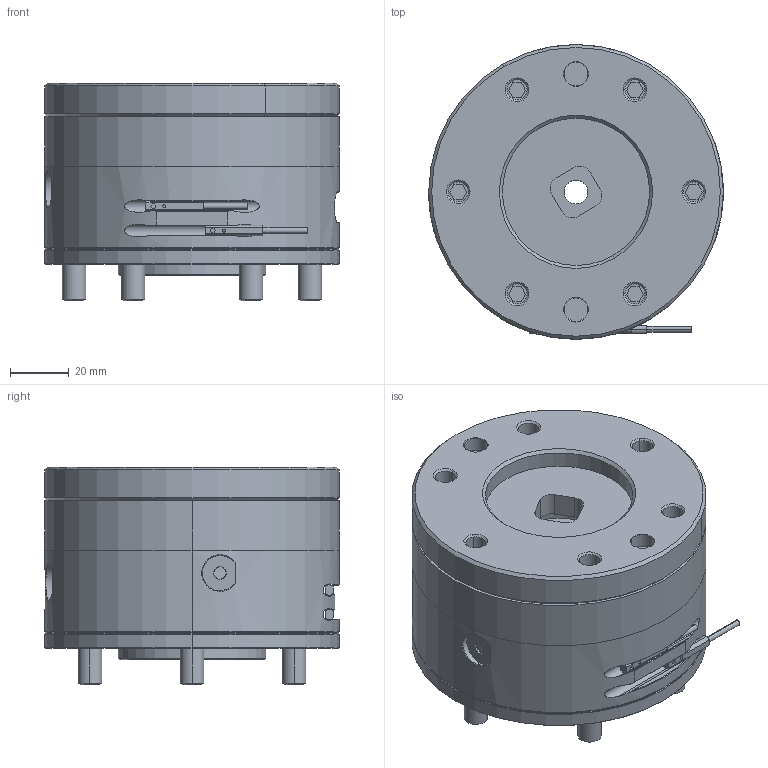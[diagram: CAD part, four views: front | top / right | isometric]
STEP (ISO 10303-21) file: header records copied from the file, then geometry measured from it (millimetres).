
FILE_DESCRIPTION (( 'STEP AP203' ), '1' );
FILE_NAME ('FD-XY-80.STEP', '2026-01-26T01:18:17', ( 'USER-' ), ( 'Microsoft' ), 'SwSTEP 2.0', 'SolidWorks 2018', '' );
FILE_SCHEMA (( 'CONFIG_CONTROL_DESIGN' ));
Length unit declared in the file: millimetre
Products named in the file (8): FD-XY-080-01 俋褲; FD-XY-080-04 硃野极薊輸; FD-XY-080-03 階裔; FD-XY-080-02 菁裔; FD-XY-80; 棠羲換覜ん; 内六角薄圆柱头螺钉[GBT70_1-2008][M8×20]_M8×20; 25x10-R5
Assembly tree (13 placements, depth 2):
  FD-XY-80
    FD-XY-080-01 俋褲
    FD-XY-080-02 菁裔
    FD-XY-080-03 階裔
    FD-XY-080-04 硃野极薊輸
    25x10-R5
    棠羲換覜ん  x2
    内六角薄圆柱头螺钉[GBT70_1-2008][M8×20]_M8×20  x6
Bounding box: 100 x 100 x 74 mm (x, y, z)
Volume: 429271.3 mm3; surface area: 100757.8 mm2
Topology: 13 solids, 13 shells, 859 faces, 2197 edges, 1427 vertices
Faces by surface type: plane 362, cylinder 216, bspline 162, cone 95, torus 24
Entity records: 33175 total; most frequent: CARTESIAN_POINT 14568, ORIENTED_EDGE 3884, DIRECTION 3218, EDGE_CURVE 1942, VERTEX_POINT 1267, VECTOR 1114, LINE 1114, AXIS2_PLACEMENT_3D 1052
